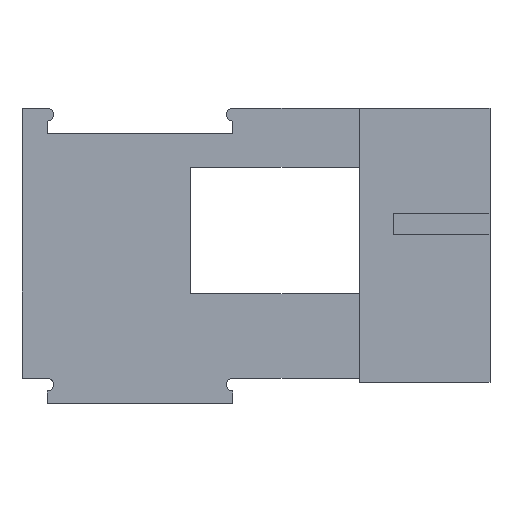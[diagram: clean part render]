
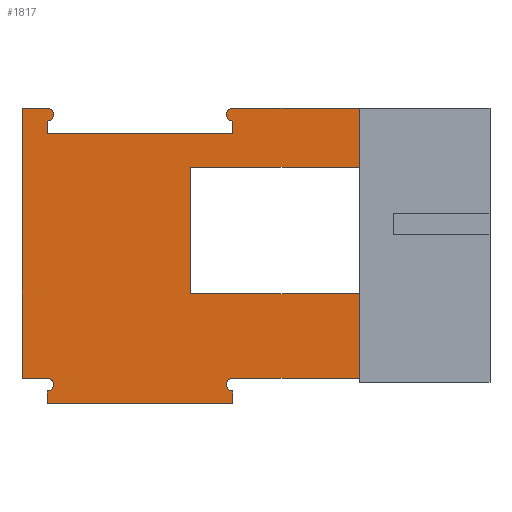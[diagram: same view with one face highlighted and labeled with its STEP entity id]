
A CAD part, left-side view. The second image highlights one B-rep face of the part: STEP entity #1817.
In plain terms, the highlighted face is planar.
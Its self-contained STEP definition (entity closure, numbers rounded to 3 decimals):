
#82=CIRCLE('',#1948,1.5);
#92=CIRCLE('',#1972,1.5);
#98=CIRCLE('',#1986,1.5);
#102=CIRCLE('',#1993,1.5);
#524=ORIENTED_EDGE('',*,*,#811,.T.);
#525=ORIENTED_EDGE('',*,*,#804,.T.);
#526=ORIENTED_EDGE('',*,*,#808,.F.);
#527=ORIENTED_EDGE('',*,*,#815,.T.);
#528=ORIENTED_EDGE('',*,*,#768,.T.);
#529=ORIENTED_EDGE('',*,*,#775,.T.);
#530=ORIENTED_EDGE('',*,*,#755,.F.);
#531=ORIENTED_EDGE('',*,*,#765,.T.);
#532=ORIENTED_EDGE('',*,*,#783,.T.);
#533=ORIENTED_EDGE('',*,*,#818,.T.);
#534=ORIENTED_EDGE('',*,*,#822,.T.);
#535=ORIENTED_EDGE('',*,*,#825,.T.);
#536=ORIENTED_EDGE('',*,*,#829,.T.);
#537=ORIENTED_EDGE('',*,*,#832,.T.);
#538=ORIENTED_EDGE('',*,*,#835,.T.);
#539=ORIENTED_EDGE('',*,*,#740,.T.);
#540=ORIENTED_EDGE('',*,*,#748,.T.);
#541=ORIENTED_EDGE('',*,*,#840,.T.);
#542=ORIENTED_EDGE('',*,*,#843,.T.);
#543=ORIENTED_EDGE('',*,*,#845,.T.);
#740=EDGE_CURVE('',#948,#947,#1136,.T.);
#748=EDGE_CURVE('',#947,#954,#1144,.T.);
#755=EDGE_CURVE('',#960,#957,#82,.T.);
#765=EDGE_CURVE('',#960,#968,#1156,.T.);
#768=EDGE_CURVE('',#972,#971,#1159,.T.);
#775=EDGE_CURVE('',#971,#957,#1166,.T.);
#783=EDGE_CURVE('',#968,#980,#1173,.T.);
#804=EDGE_CURVE('',#996,#995,#1188,.T.);
#808=EDGE_CURVE('',#998,#995,#92,.T.);
#811=EDGE_CURVE('',#1001,#996,#1191,.T.);
#815=EDGE_CURVE('',#998,#972,#1195,.T.);
#818=EDGE_CURVE('',#980,#1004,#1198,.T.);
#822=EDGE_CURVE('',#1004,#1007,#1201,.T.);
#825=EDGE_CURVE('',#1007,#1009,#1204,.T.);
#829=EDGE_CURVE('',#1009,#1012,#1207,.T.);
#832=EDGE_CURVE('',#1012,#1014,#1210,.T.);
#835=EDGE_CURVE('',#1014,#948,#98,.T.);
#840=EDGE_CURVE('',#954,#1016,#1214,.T.);
#843=EDGE_CURVE('',#1016,#1018,#102,.T.);
#845=EDGE_CURVE('',#1018,#1001,#1217,.T.);
#947=VERTEX_POINT('',#2799);
#948=VERTEX_POINT('',#2801);
#954=VERTEX_POINT('',#2816);
#957=VERTEX_POINT('',#2826);
#960=VERTEX_POINT('',#2831);
#968=VERTEX_POINT('',#2852);
#971=VERTEX_POINT('',#2859);
#972=VERTEX_POINT('',#2861);
#980=VERTEX_POINT('',#2886);
#995=VERTEX_POINT('',#2938);
#996=VERTEX_POINT('',#2940);
#998=VERTEX_POINT('',#2946);
#1001=VERTEX_POINT('',#2954);
#1004=VERTEX_POINT('',#2965);
#1007=VERTEX_POINT('',#2973);
#1009=VERTEX_POINT('',#2979);
#1012=VERTEX_POINT('',#2987);
#1014=VERTEX_POINT('',#2993);
#1016=VERTEX_POINT('',#3006);
#1018=VERTEX_POINT('',#3012);
#1136=LINE('',#2800,#1335);
#1144=LINE('',#2817,#1343);
#1156=LINE('',#2853,#1355);
#1159=LINE('',#2860,#1358);
#1166=LINE('',#2873,#1365);
#1173=LINE('',#2887,#1372);
#1188=LINE('',#2939,#1387);
#1191=LINE('',#2953,#1390);
#1195=LINE('',#2960,#1394);
#1198=LINE('',#2966,#1397);
#1201=LINE('',#2974,#1400);
#1204=LINE('',#2980,#1403);
#1207=LINE('',#2988,#1406);
#1210=LINE('',#2994,#1409);
#1214=LINE('',#3007,#1413);
#1217=LINE('',#3016,#1416);
#1335=VECTOR('',#2278,1000.);
#1343=VECTOR('',#2290,1000.);
#1355=VECTOR('',#2322,1000.);
#1358=VECTOR('',#2327,1000.);
#1365=VECTOR('',#2336,1000.);
#1372=VECTOR('',#2349,1000.);
#1387=VECTOR('',#2386,1000.);
#1390=VECTOR('',#2401,1000.);
#1394=VECTOR('',#2407,1000.);
#1397=VECTOR('',#2412,1000.);
#1400=VECTOR('',#2419,1000.);
#1403=VECTOR('',#2424,1000.);
#1406=VECTOR('',#2431,1000.);
#1409=VECTOR('',#2436,1000.);
#1413=VECTOR('',#2454,1000.);
#1416=VECTOR('',#2465,1000.);
#1522=EDGE_LOOP('',(#524,#525,#526,#527,#528,#529,#530,#531,#532,#533,#534,
#535,#536,#537,#538,#539,#540,#541,#542,#543));
#1639=FACE_BOUND('',#1522,.T.);
#1725=PLANE('',#1995);
#1817=ADVANCED_FACE('',(#1639),#1725,.T.);
#1948=AXIS2_PLACEMENT_3D('',#2832,#2303,#2304);
#1972=AXIS2_PLACEMENT_3D('',#2947,#2393,#2394);
#1986=AXIS2_PLACEMENT_3D('',#2999,#2442,#2443);
#1993=AXIS2_PLACEMENT_3D('',#3013,#2460,#2461);
#1995=AXIS2_PLACEMENT_3D('',#3017,#2466,#2467);
#2278=DIRECTION('',(0.,-1.,0.));
#2290=DIRECTION('',(-1.,0.,0.));
#2303=DIRECTION('',(0.,0.,1.));
#2304=DIRECTION('',(1.,0.,0.));
#2322=DIRECTION('',(1.,0.,0.));
#2327=DIRECTION('',(1.,0.,0.));
#2336=DIRECTION('',(0.,1.,0.));
#2349=DIRECTION('',(0.,1.,0.));
#2386=DIRECTION('',(1.,0.,0.));
#2393=DIRECTION('',(0.,0.,1.));
#2394=DIRECTION('',(1.,0.,0.));
#2401=DIRECTION('',(0.,-1.,0.));
#2407=DIRECTION('',(0.,-1.,0.));
#2412=DIRECTION('',(-1.,0.,0.));
#2419=DIRECTION('',(0.,1.,0.));
#2424=DIRECTION('',(1.,0.,0.));
#2431=DIRECTION('',(0.,1.,0.));
#2436=DIRECTION('',(-1.,0.,0.));
#2442=DIRECTION('',(0.,0.,1.));
#2443=DIRECTION('',(1.,0.,0.));
#2454=DIRECTION('',(0.,1.,0.));
#2460=DIRECTION('',(0.,0.,1.));
#2461=DIRECTION('',(1.,0.,0.));
#2465=DIRECTION('',(-1.,0.,0.));
#2466=DIRECTION('',(0.,0.,1.));
#2467=DIRECTION('',(1.,0.,0.));
#2799=CARTESIAN_POINT('',(50.,64.,13.));
#2800=CARTESIAN_POINT('',(50.,67.,13.));
#2801=CARTESIAN_POINT('',(50.,67.,13.));
#2816=CARTESIAN_POINT('',(6.,64.,13.));
#2817=CARTESIAN_POINT('',(50.,64.,13.));
#2826=CARTESIAN_POINT('',(50.,3.,13.));
#2831=CARTESIAN_POINT('',(50.,6.,13.));
#2832=CARTESIAN_POINT('',(50.,4.5,13.));
#2852=CARTESIAN_POINT('',(80.,6.,13.));
#2853=CARTESIAN_POINT('',(50.,6.,13.));
#2859=CARTESIAN_POINT('',(50.,0.,13.));
#2860=CARTESIAN_POINT('',(6.,0.,13.));
#2861=CARTESIAN_POINT('',(6.,0.,13.));
#2873=CARTESIAN_POINT('',(50.,0.,13.));
#2886=CARTESIAN_POINT('',(80.,26.,13.));
#2887=CARTESIAN_POINT('',(80.,6.,13.));
#2938=CARTESIAN_POINT('',(6.,6.,13.));
#2939=CARTESIAN_POINT('',(0.,6.,13.));
#2940=CARTESIAN_POINT('',(0.,6.,13.));
#2946=CARTESIAN_POINT('',(6.,3.,13.));
#2947=CARTESIAN_POINT('',(6.,4.5,13.));
#2953=CARTESIAN_POINT('',(0.,70.,13.));
#2954=CARTESIAN_POINT('',(0.,70.,13.));
#2960=CARTESIAN_POINT('',(6.,3.,13.));
#2965=CARTESIAN_POINT('',(40.,26.,13.));
#2966=CARTESIAN_POINT('',(80.,26.,13.));
#2973=CARTESIAN_POINT('',(40.,56.,13.));
#2974=CARTESIAN_POINT('',(40.,26.,13.));
#2979=CARTESIAN_POINT('',(80.,56.,13.));
#2980=CARTESIAN_POINT('',(40.,56.,13.));
#2987=CARTESIAN_POINT('',(80.,70.,13.));
#2988=CARTESIAN_POINT('',(80.,56.,13.));
#2993=CARTESIAN_POINT('',(50.,70.,13.));
#2994=CARTESIAN_POINT('',(80.,70.,13.));
#2999=CARTESIAN_POINT('',(50.,68.5,13.));
#3006=CARTESIAN_POINT('',(6.,67.,13.));
#3007=CARTESIAN_POINT('',(6.,64.,13.));
#3012=CARTESIAN_POINT('',(6.,70.,13.));
#3013=CARTESIAN_POINT('',(6.,68.5,13.));
#3016=CARTESIAN_POINT('',(6.,70.,13.));
#3017=CARTESIAN_POINT('',(6.,4.5,13.));
